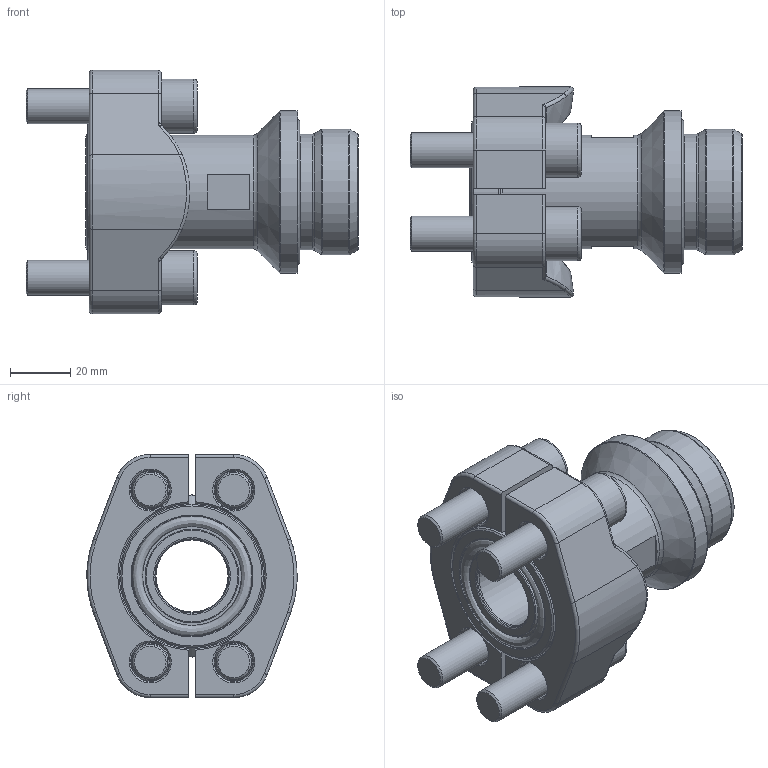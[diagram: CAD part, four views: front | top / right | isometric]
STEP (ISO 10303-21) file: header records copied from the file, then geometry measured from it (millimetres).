
FILE_DESCRIPTION(/* description */ (''),/* implementation_level */ '2;1');
FILE_NAME(/* name */ 'SGA25-6-30.stp',/* time_stamp */ '2025-01-29T10:50:50+01:00',/* author */ (''),/* organization */ (''),/* preprocessor_version */ 'ST-DEVELOPER v16',/* originating_system */ 'SIEMENS PLM Software NX 10.0',/* authorisation */ '');
FILE_SCHEMA (('CONFIG_CONTROL_DESIGN'));
Length unit declared in the file: millimetre
Products named in the file (7): X-AFH25-6_einzel; X-O32; X-M12x45I; X-O43-1; X-SGA62530; X-AFH25-6; SGA025-630
Assembly tree (10 placements, depth 3):
  SGA025-630
    X-SGA62530
    X-O43-1
    X-M12x45I  x4
    X-AFH25-6
      X-AFH25-6_einzel  x2
    X-O32
Bounding box: 110.5 x 69.97 x 81 mm (x, y, z)
Volume: 179982.1 mm3; surface area: 59795.9 mm2
Topology: 9 solids, 9 shells, 264 faces, 562 edges, 324 vertices
Faces by surface type: plane 92, cone 59, torus 49, cylinder 48, bspline 12, revolution 2, sphere 2
Full cylindrical faces by diameter (mm): 11.701 x4, 13 x4, 18 x4, 24 x1, 31.11 x1, 37.9 x1, 38.5 x1, 40 x1, 41.71 x1, 41.9 x1, 47.6 x1, 49 x1, 53.955 x1
Entity records: 4211 total; most frequent: CARTESIAN_POINT 832, DIRECTION 576, ORIENTED_EDGE 422, AXIS2_PLACEMENT_3D 257, EDGE_CURVE 211, EDGE_LOOP 186, VERTEX_POINT 150, ADVANCED_FACE 127
